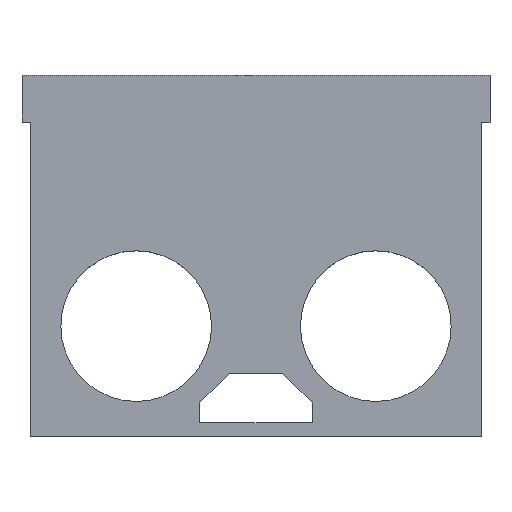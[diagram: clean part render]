
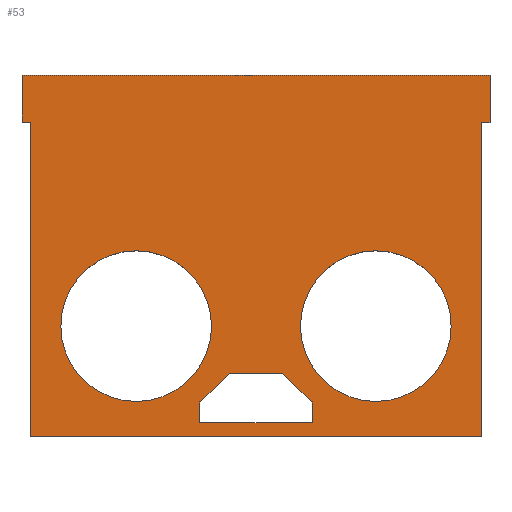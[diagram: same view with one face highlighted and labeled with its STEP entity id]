
A CAD part, top view. The second image highlights one B-rep face of the part: STEP entity #53.
In plain terms, the highlighted planar face has unit normal (0, 0, 1).
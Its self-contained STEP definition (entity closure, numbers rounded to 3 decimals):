
#53=ADVANCED_FACE('',(#233,#235,#237,#239),#241,.T.);
#233=FACE_BOUND('',#234,.T.);
#234=EDGE_LOOP('',(#401,#402,#403,#404,#405,#406,#407,#408));
#235=FACE_BOUND('',#236,.T.);
#236=EDGE_LOOP('',(#409));
#237=FACE_BOUND('',#238,.T.);
#238=EDGE_LOOP('',(#410));
#239=FACE_BOUND('',#240,.T.);
#240=EDGE_LOOP('',(#411,#412,#413,#414,#415,#416));
#241=PLANE('',#242);
#242=AXIS2_PLACEMENT_3D('',#243,#244,#245);
#243=CARTESIAN_POINT('',(0.,0.,5.));
#244=DIRECTION('',(0.,0.,1.));
#245=DIRECTION('',(-1.,0.,0.));
#401=ORIENTED_EDGE('',*,*,#501,.T.);
#402=ORIENTED_EDGE('',*,*,#502,.T.);
#403=ORIENTED_EDGE('',*,*,#503,.T.);
#404=ORIENTED_EDGE('',*,*,#504,.T.);
#405=ORIENTED_EDGE('',*,*,#505,.T.);
#406=ORIENTED_EDGE('',*,*,#506,.F.);
#407=ORIENTED_EDGE('',*,*,#507,.F.);
#408=ORIENTED_EDGE('',*,*,#508,.T.);
#409=ORIENTED_EDGE('',*,*,#509,.T.);
#410=ORIENTED_EDGE('',*,*,#510,.T.);
#411=ORIENTED_EDGE('',*,*,#511,.T.);
#412=ORIENTED_EDGE('',*,*,#512,.T.);
#413=ORIENTED_EDGE('',*,*,#513,.T.);
#414=ORIENTED_EDGE('',*,*,#514,.T.);
#415=ORIENTED_EDGE('',*,*,#515,.T.);
#416=ORIENTED_EDGE('',*,*,#516,.T.);
#501=EDGE_CURVE('',#551,#552,#553,.T.);
#502=EDGE_CURVE('',#552,#554,#555,.T.);
#503=EDGE_CURVE('',#554,#556,#557,.T.);
#504=EDGE_CURVE('',#556,#558,#559,.T.);
#505=EDGE_CURVE('',#558,#560,#561,.T.);
#506=EDGE_CURVE('',#562,#560,#563,.T.);
#507=EDGE_CURVE('',#564,#562,#565,.T.);
#508=EDGE_CURVE('',#564,#551,#566,.T.);
#509=EDGE_CURVE('',#567,#567,#568,.F.);
#510=EDGE_CURVE('',#569,#569,#570,.F.);
#511=EDGE_CURVE('',#571,#572,#573,.F.);
#512=EDGE_CURVE('',#572,#574,#575,.F.);
#513=EDGE_CURVE('',#574,#576,#577,.F.);
#514=EDGE_CURVE('',#576,#578,#579,.F.);
#515=EDGE_CURVE('',#578,#580,#581,.F.);
#516=EDGE_CURVE('',#580,#571,#582,.F.);
#551=VERTEX_POINT('',#637);
#552=VERTEX_POINT('',#638);
#553=LINE('',#639,#640);
#554=VERTEX_POINT('',#642);
#555=LINE('',#643,#644);
#556=VERTEX_POINT('',#646);
#557=LINE('',#647,#648);
#558=VERTEX_POINT('',#650);
#559=LINE('',#651,#652);
#560=VERTEX_POINT('',#654);
#561=LINE('',#655,#656);
#562=VERTEX_POINT('',#658);
#563=LINE('',#659,#660);
#564=VERTEX_POINT('',#662);
#565=LINE('',#663,#664);
#566=LINE('',#666,#667);
#567=VERTEX_POINT('',#669);
#568=CIRCLE('',#670,8.05);
#569=VERTEX_POINT('',#674);
#570=CIRCLE('',#675,8.05);
#571=VERTEX_POINT('',#679);
#572=VERTEX_POINT('',#680);
#573=LINE('',#681,#682);
#574=VERTEX_POINT('',#684);
#575=LINE('',#685,#686);
#576=VERTEX_POINT('',#688);
#577=LINE('',#689,#690);
#578=VERTEX_POINT('',#692);
#579=LINE('',#693,#694);
#580=VERTEX_POINT('',#696);
#581=LINE('',#697,#698);
#582=LINE('',#700,#701);
#637=CARTESIAN_POINT('',(-46.7,32.1,5.));
#638=CARTESIAN_POINT('',(-46.7,-1.5,5.));
#639=CARTESIAN_POINT('',(-46.7,32.1,5.));
#640=VECTOR('',#641,1.);
#641=DIRECTION('',(0.,-1.,0.));
#642=CARTESIAN_POINT('',(1.5,-1.5,5.));
#643=CARTESIAN_POINT('',(-46.7,-1.5,5.));
#644=VECTOR('',#645,1.);
#645=DIRECTION('',(1.,0.,0.));
#646=CARTESIAN_POINT('',(1.5,32.1,5.));
#647=CARTESIAN_POINT('',(1.5,-1.5,5.));
#648=VECTOR('',#649,1.);
#649=DIRECTION('',(0.,1.,0.));
#650=CARTESIAN_POINT('',(2.4,32.1,5.));
#651=CARTESIAN_POINT('',(1.5,32.1,5.));
#652=VECTOR('',#653,1.);
#653=DIRECTION('',(1.,0.,0.));
#654=CARTESIAN_POINT('',(2.4,37.1,5.));
#655=CARTESIAN_POINT('',(2.4,32.1,5.));
#656=VECTOR('',#657,1.);
#657=DIRECTION('',(0.,1.,0.));
#658=CARTESIAN_POINT('',(-47.6,37.1,5.));
#659=CARTESIAN_POINT('',(-47.6,37.1,5.));
#660=VECTOR('',#661,1.);
#661=DIRECTION('',(1.,0.,0.));
#662=CARTESIAN_POINT('',(-47.6,32.1,5.));
#663=CARTESIAN_POINT('',(-47.6,32.1,5.));
#664=VECTOR('',#665,1.);
#665=DIRECTION('',(0.,1.,0.));
#666=CARTESIAN_POINT('',(-47.6,32.1,5.));
#667=VECTOR('',#668,1.);
#668=DIRECTION('',(1.,0.,0.));
#669=CARTESIAN_POINT('',(-17.85,10.3,5.));
#670=AXIS2_PLACEMENT_3D('',#671,#672,#673);
#671=CARTESIAN_POINT('',(-9.8,10.3,5.));
#672=DIRECTION('',(0.,0.,1.));
#673=DIRECTION('',(-1.,0.,0.));
#674=CARTESIAN_POINT('',(-43.45,10.3,5.));
#675=AXIS2_PLACEMENT_3D('',#676,#677,#678);
#676=CARTESIAN_POINT('',(-35.4,10.3,5.));
#677=DIRECTION('',(0.,0.,1.));
#678=DIRECTION('',(-1.,0.,0.));
#679=CARTESIAN_POINT('',(-16.6,2.2,5.));
#680=CARTESIAN_POINT('',(-16.6,0.,5.));
#681=CARTESIAN_POINT('',(-16.6,0.,5.));
#682=VECTOR('',#683,1.);
#683=DIRECTION('',(0.,1.,0.));
#684=CARTESIAN_POINT('',(-28.6,0.,5.));
#685=CARTESIAN_POINT('',(-28.6,0.,5.));
#686=VECTOR('',#687,1.);
#687=DIRECTION('',(1.,0.,0.));
#688=CARTESIAN_POINT('',(-28.6,2.2,5.));
#689=CARTESIAN_POINT('',(-28.6,2.2,5.));
#690=VECTOR('',#691,1.);
#691=DIRECTION('',(0.,-1.,0.));
#692=CARTESIAN_POINT('',(-25.45,5.2,5.));
#693=CARTESIAN_POINT('',(-25.45,5.2,5.));
#694=VECTOR('',#695,1.);
#695=DIRECTION('',(-0.724,-0.69,0.));
#696=CARTESIAN_POINT('',(-19.75,5.2,5.));
#697=CARTESIAN_POINT('',(-19.75,5.2,5.));
#698=VECTOR('',#699,1.);
#699=DIRECTION('',(-1.,0.,0.));
#700=CARTESIAN_POINT('',(-16.6,2.2,5.));
#701=VECTOR('',#702,1.);
#702=DIRECTION('',(-0.724,0.69,0.));
